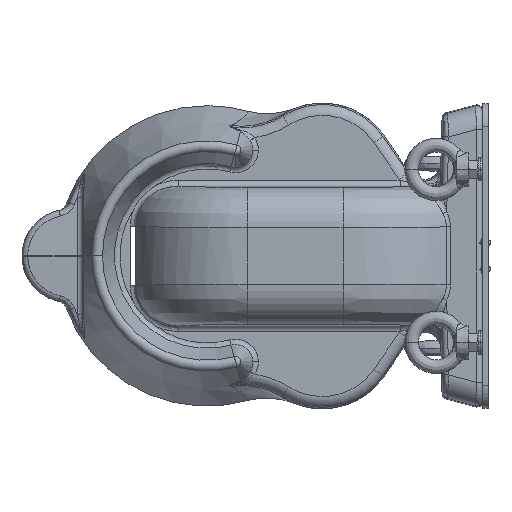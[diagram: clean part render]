
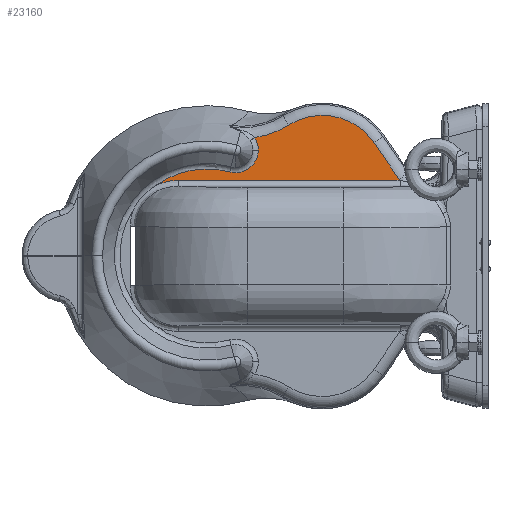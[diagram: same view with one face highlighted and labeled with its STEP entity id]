
A CAD part, left-side view. The second image highlights one B-rep face of the part: STEP entity #23160.
In plain terms, the highlighted planar face has unit normal (-1, 0, 0).
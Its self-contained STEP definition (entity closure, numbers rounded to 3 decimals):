
#74 = CARTESIAN_POINT ( 'NONE',  ( 78., 51.187, 81. ) ) ;
#75 = DIRECTION ( 'NONE',  ( 1., 0., 0. ) ) ;
#76 = DIRECTION ( 'NONE',  ( 0., -1., 0. ) ) ;
#88 = CARTESIAN_POINT ( 'NONE',  ( 78., 66.746, 65.489 ) ) ;
#94 = DIRECTION ( 'NONE',  ( 0., -1., 0. ) ) ;
#125 = CARTESIAN_POINT ( 'NONE',  ( 78., 283.401, 60.914 ) ) ;
#131 = CARTESIAN_POINT ( 'NONE',  ( 78., 281.881, 61.675 ) ) ;
#132 = CARTESIAN_POINT ( 'NONE',  ( 78., 280.31, 62.346 ) ) ;
#133 = CARTESIAN_POINT ( 'NONE',  ( 78., 277.877, 63.214 ) ) ;
#134 = CARTESIAN_POINT ( 'NONE',  ( 78., 277.056, 63.479 ) ) ;
#135 = CARTESIAN_POINT ( 'NONE',  ( 78., 275.41, 63.957 ) ) ;
#136 = CARTESIAN_POINT ( 'NONE',  ( 78., 274.584, 64.171 ) ) ;
#137 = CARTESIAN_POINT ( 'NONE',  ( 78., 270.429, 65.118 ) ) ;
#138 = CARTESIAN_POINT ( 'NONE',  ( 78., 267.042, 65.489 ) ) ;
#139 = CARTESIAN_POINT ( 'NONE',  ( 78., 263.594, 65.489 ) ) ;
#140 = CARTESIAN_POINT ( 'NONE',  ( 78., 239., 0. ) ) ;
#154 = CARTESIAN_POINT ( 'NONE',  ( 78., 214.177, 91.824 ) ) ;
#155 = DIRECTION ( 'NONE',  ( 1., 0., 0. ) ) ;
#156 = DIRECTION ( 'NONE',  ( 0., -1., 0. ) ) ;
#158 = DIRECTION ( 'NONE',  ( -1., 0., 0. ) ) ;
#159 = DIRECTION ( 'NONE',  ( 0., -1., 0. ) ) ;
#209 = CARTESIAN_POINT ( 'NONE',  ( 78., 208.457, 177.39 ) ) ;
#210 = DIRECTION ( 'NONE',  ( 1., 0., 0. ) ) ;
#211 = DIRECTION ( 'NONE',  ( 0., -1., 0. ) ) ;
#5035 = CARTESIAN_POINT ( 'NONE',  ( 78., 197.592, 102.532 ) ) ;
#5098 = CARTESIAN_POINT ( 'NONE',  ( 78., 194.436, 91.824 ) ) ;
#6156 = CARTESIAN_POINT ( 'NONE',  ( 78., 214.177, 91.824 ) ) ;
#6171 = DIRECTION ( 'NONE',  ( 1., 0., 0. ) ) ;
#6173 = DIRECTION ( 'NONE',  ( 0., -1., 0. ) ) ;
#6374 = VERTEX_POINT ( 'NONE', #8349 ) ;
#6380 = VERTEX_POINT ( 'NONE', #8352 ) ;
#6384 = VERTEX_POINT ( 'NONE', #8354 ) ;
#6400 = VERTEX_POINT ( 'NONE', #8362 ) ;
#6411 = VERTEX_POINT ( 'NONE', #8368 ) ;
#6415 = VERTEX_POINT ( 'NONE', #8370 ) ;
#6419 = VERTEX_POINT ( 'NONE', #8372 ) ;
#7996 = VERTEX_POINT ( 'NONE', #5035 ) ;
#8059 = VERTEX_POINT ( 'NONE', #5098 ) ;
#8349 = CARTESIAN_POINT ( 'NONE',  ( 78., 72.313, 66.468 ) ) ;
#8352 = CARTESIAN_POINT ( 'NONE',  ( 78., 94.215, 98.307 ) ) ;
#8354 = CARTESIAN_POINT ( 'NONE',  ( 78., 168.043, 113.449 ) ) ;
#8362 = CARTESIAN_POINT ( 'NONE',  ( 78., 71.605, 65.489 ) ) ;
#8368 = CARTESIAN_POINT ( 'NONE',  ( 78., 263.594, 65.489 ) ) ;
#8370 = CARTESIAN_POINT ( 'NONE',  ( 78., 283.401, 60.914 ) ) ;
#8372 = CARTESIAN_POINT ( 'NONE',  ( 78., 219.328, 72.767 ) ) ;
#9925 = CARTESIAN_POINT ( 'NONE',  ( 78., 52.648, 37.881 ) ) ;
#9931 = DIRECTION ( 'NONE',  ( 0., 0.567, 0.824 ) ) ;
#9935 = CARTESIAN_POINT ( 'NONE',  ( 78., 139., 67.5 ) ) ;
#9937 = DIRECTION ( 'NONE',  ( -1., 0., 0. ) ) ;
#9938 = DIRECTION ( 'NONE',  ( 0., -1., 0. ) ) ;
#10290 = EDGE_CURVE ( 'NONE', #6374, #6380, #12798, .T. ) ;
#10292 = EDGE_CURVE ( 'NONE', #6380, #6384, #12803, .T. ) ;
#10307 = EDGE_CURVE ( 'NONE', #6400, #6374, #12811, .T. ) ;
#10311 = EDGE_CURVE ( 'NONE', #6411, #6400, #12813, .T. ) ;
#10318 = EDGE_CURVE ( 'NONE', #6415, #6411, #29469, .T. ) ;
#10320 = EDGE_CURVE ( 'NONE', #8059, #6419, #12820, .T. ) ;
#10321 = EDGE_CURVE ( 'NONE', #6419, #6415, #12821, .T. ) ;
#10325 = EDGE_CURVE ( 'NONE', #6384, #7996, #12822, .T. ) ;
#12788 = VECTOR ( 'NONE', #9931, 1000. ) ;
#12798 = LINE ( 'NONE', #9925, #12788 ) ;
#12803 = CIRCLE ( 'NONE', #26292, 54.358 ) ;
#12810 = VECTOR ( 'NONE', #94, 1000. ) ;
#12811 = CIRCLE ( 'NONE', #26298, 25.642 ) ;
#12813 = LINE ( 'NONE', #88, #12810 ) ;
#12820 = CIRCLE ( 'NONE', #26304, 19.741 ) ;
#12821 = CIRCLE ( 'NONE', #26303, 75.379 ) ;
#12822 = CIRCLE ( 'NONE', #26306, 75.642 ) ;
#13741 = CIRCLE ( 'NONE', #14409, 19.741 ) ;
#14409 = AXIS2_PLACEMENT_3D ( 'NONE', #6156, #6171, #6173 ) ;
#15326 = PLANE ( 'NONE',  #36236 ) ;
#15329 = CARTESIAN_POINT ( 'NONE',  ( 78., 218.415, -76.147 ) ) ;
#15432 = DIRECTION ( 'NONE',  ( -1., 0., 0. ) ) ;
#15433 = DIRECTION ( 'NONE',  ( 0., -1., 0. ) ) ;
#19885 = ORIENTED_EDGE ( 'NONE', *, *, #10290, .T. ) ;
#19886 = ORIENTED_EDGE ( 'NONE', *, *, #10311, .T. ) ;
#19887 = ORIENTED_EDGE ( 'NONE', *, *, #10292, .T. ) ;
#19888 = ORIENTED_EDGE ( 'NONE', *, *, #10321, .T. ) ;
#19889 = ORIENTED_EDGE ( 'NONE', *, *, #10307, .T. ) ;
#19890 = ORIENTED_EDGE ( 'NONE', *, *, #10320, .T. ) ;
#19891 = ORIENTED_EDGE ( 'NONE', *, *, #10318, .T. ) ;
#19892 = ORIENTED_EDGE ( 'NONE', *, *, #25930, .T. ) ;
#19893 = ORIENTED_EDGE ( 'NONE', *, *, #10325, .T. ) ;
#22076 = FACE_OUTER_BOUND ( 'NONE', #36670, .T. ) ;
#23160 = ADVANCED_FACE ( 'NONE', ( #22076 ), #15326, .T. ) ;
#25930 = EDGE_CURVE ( 'NONE', #7996, #8059, #13741, .T. ) ;
#26292 = AXIS2_PLACEMENT_3D ( 'NONE', #9935, #9937, #9938 ) ;
#26298 = AXIS2_PLACEMENT_3D ( 'NONE', #74, #75, #76 ) ;
#26303 = AXIS2_PLACEMENT_3D ( 'NONE', #140, #158, #159 ) ;
#26304 = AXIS2_PLACEMENT_3D ( 'NONE', #154, #155, #156 ) ;
#26306 = AXIS2_PLACEMENT_3D ( 'NONE', #209, #210, #211 ) ;
#29469 = B_SPLINE_CURVE_WITH_KNOTS ( 'NONE', 3,
 ( #125, #131, #132, #133, #134, #135, #136, #137, #138, #139 ),
 .UNSPECIFIED., .F., .F.,
 ( 4, 2, 2, 2, 4 ),
 ( 0.044, 0.049, 0.052, 0.054, 0.065 ),
 .UNSPECIFIED. ) ;
#36236 = AXIS2_PLACEMENT_3D ( 'NONE', #15329, #15432, #15433 ) ;
#36670 = EDGE_LOOP ( 'NONE', ( #19893, #19892, #19890, #19888, #19891, #19886, #19889, #19885, #19887 ) ) ;
